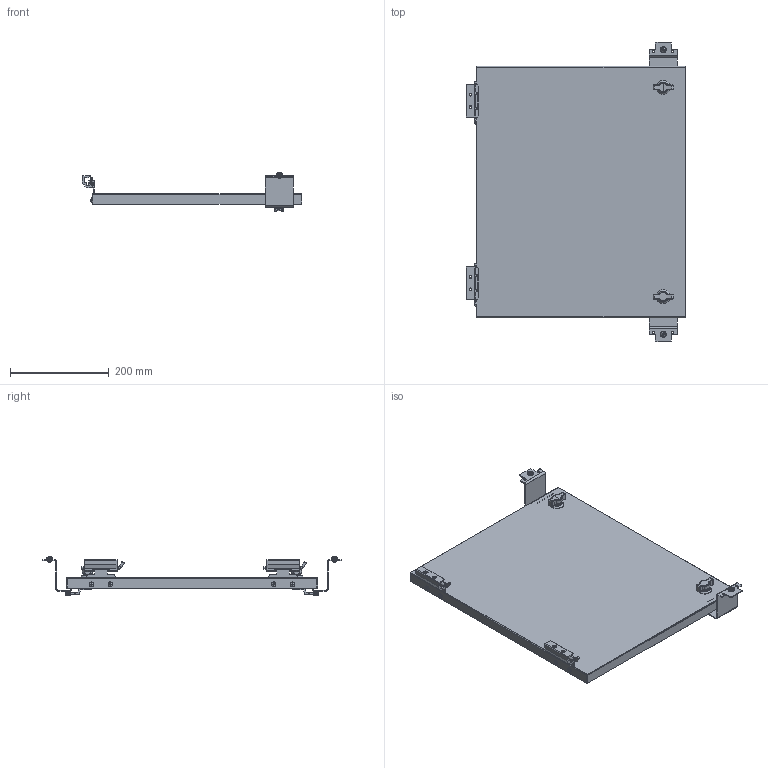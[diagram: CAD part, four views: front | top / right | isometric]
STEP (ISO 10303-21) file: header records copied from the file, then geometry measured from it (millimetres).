
FILE_DESCRIPTION (( 'STEP AP214' ), '1' );
FILE_NAME ('SCE-DF24EL20LP.STEP', '2022-07-25T18:28:35', ( '' ), ( '' ), 'SwSTEP 2.0', 'SolidWorks 2022', '' );
FILE_SCHEMA (( 'AUTOMOTIVE_DESIGN' ));
Length unit declared in the file: inch
Products named in the file (1): SCE-DF24EL20LP
Bounding box: 444.33 x 605.48 x 79.21 mm (x, y, z)
Volume: 515617 mm3; surface area: 610310.1 mm2
Topology: 43 solids, 43 shells, 1553 faces, 3863 edges, 2361 vertices
Faces by surface type: plane 647, cylinder 476, bspline 240, cone 127, torus 63
Entity records: 54938 total; most frequent: CARTESIAN_POINT 19003, ORIENTED_EDGE 7526, DIRECTION 7123, EDGE_CURVE 3763, AXIS2_PLACEMENT_3D 2654, VERTEX_POINT 2361, VECTOR 1815, LINE 1815
